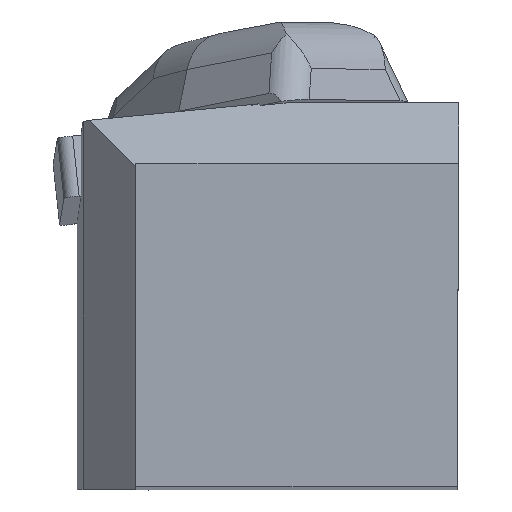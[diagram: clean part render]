
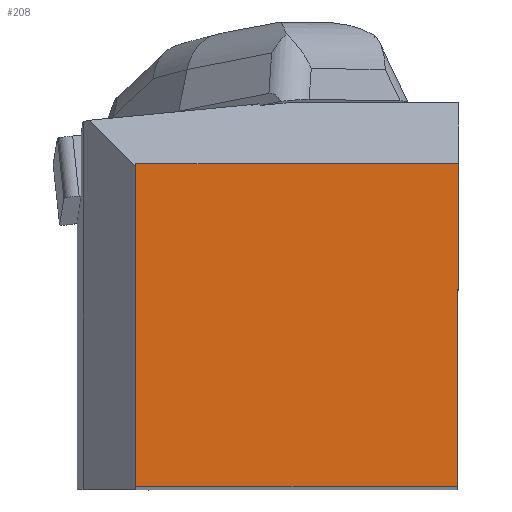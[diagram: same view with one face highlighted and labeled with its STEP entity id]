
A CAD part, top view. The second image highlights one B-rep face of the part: STEP entity #208.
In plain terms, the highlighted planar face has unit normal (0, 0, 1).
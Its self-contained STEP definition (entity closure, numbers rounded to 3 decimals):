
#147=FACE_OUTER_BOUND('',#588,.T.);
#208=ADVANCED_FACE('BLANK_BOXF006',(#147),#265,.F.);
#265=PLANE('',#1358);
#348=LINE('',#1909,#477);
#349=LINE('',#1912,#478);
#350=LINE('',#1914,#479);
#351=LINE('',#1916,#480);
#477=VECTOR('',#1546,1.);
#478=VECTOR('',#1547,1.);
#479=VECTOR('',#1548,1.);
#480=VECTOR('',#1549,1.);
#588=EDGE_LOOP('',(#726,#727,#728,#729));
#726=ORIENTED_EDGE('',*,*,#1142,.F.);
#727=ORIENTED_EDGE('',*,*,#1143,.F.);
#728=ORIENTED_EDGE('',*,*,#1144,.F.);
#729=ORIENTED_EDGE('',*,*,#1145,.F.);
#1018=VERTEX_POINT('',#1910);
#1019=VERTEX_POINT('',#1911);
#1020=VERTEX_POINT('',#1913);
#1021=VERTEX_POINT('',#1915);
#1142=EDGE_CURVE('',#1018,#1019,#348,.T.);
#1143=EDGE_CURVE('',#1020,#1018,#349,.T.);
#1144=EDGE_CURVE('',#1021,#1020,#350,.T.);
#1145=EDGE_CURVE('',#1019,#1021,#351,.T.);
#1358=AXIS2_PLACEMENT_3D('',#1917,#1550,#1551);
#1546=DIRECTION('',(0.,1.,0.));
#1547=DIRECTION('',(-1.,0.,0.));
#1548=DIRECTION('',(-0.004,-1.,0.));
#1549=DIRECTION('',(1.,0.,0.));
#1550=DIRECTION('',(0.,0.,-1.));
#1551=DIRECTION('',(-1.,0.,0.));
#1909=CARTESIAN_POINT('',(-25.273,-174.4,0.));
#1910=CARTESIAN_POINT('',(-25.273,0.,0.));
#1911=CARTESIAN_POINT('',(-25.273,25.273,0.));
#1912=CARTESIAN_POINT('',(174.4,0.,0.));
#1913=CARTESIAN_POINT('',(-0.11,0.,0.));
#1914=CARTESIAN_POINT('',(0.651,174.398,0.));
#1915=CARTESIAN_POINT('',(0.,25.273,0.));
#1916=CARTESIAN_POINT('',(-174.4,25.273,0.));
#1917=CARTESIAN_POINT('',(-53.75,-5.,0.));
